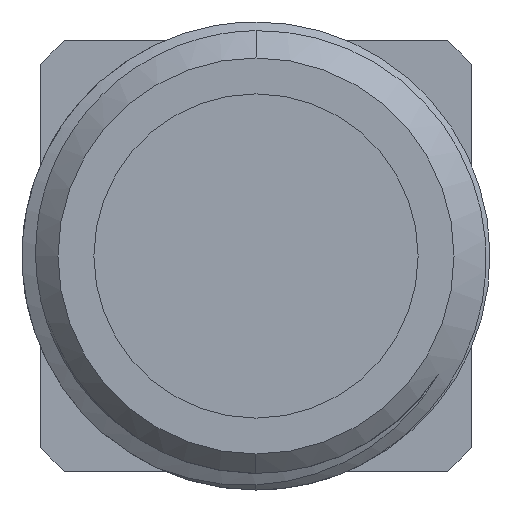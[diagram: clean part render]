
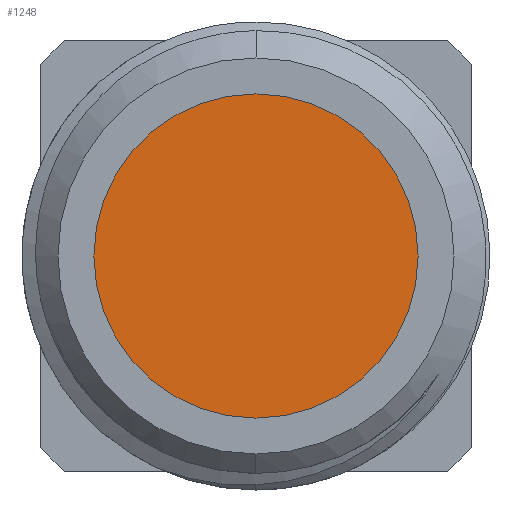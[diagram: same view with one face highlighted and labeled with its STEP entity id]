
A CAD part, left-side view. The second image highlights one B-rep face of the part: STEP entity #1248.
In plain terms, the highlighted planar face has unit normal (-1, 0, 0).
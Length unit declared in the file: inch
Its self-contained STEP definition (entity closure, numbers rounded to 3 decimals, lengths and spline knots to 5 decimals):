
#127 = PLANE ( 'NONE',  #225 ) ;
#138 = CARTESIAN_POINT ( 'NONE',  ( 0.12008, 0., 0. ) ) ;
#182 = AXIS2_PLACEMENT_3D ( 'NONE', #1773, #1311, #2815 ) ;
#225 = AXIS2_PLACEMENT_3D ( 'NONE', #1897, #2888, #653 ) ;
#468 = ORIENTED_EDGE ( 'NONE', *, *, #2058, .T. ) ;
#653 = DIRECTION ( 'NONE',  ( 0., 0., -1. ) ) ;
#727 = VERTEX_POINT ( 'NONE', #2465 ) ;
#900 = FACE_OUTER_BOUND ( 'NONE', #1822, .T. ) ;
#1057 = AXIS2_PLACEMENT_3D ( 'NONE', #138, #1140, #1158 ) ;
#1118 = ORIENTED_EDGE ( 'NONE', *, *, #2671, .T. ) ;
#1140 = DIRECTION ( 'NONE',  ( -1., 0., 0. ) ) ;
#1158 = DIRECTION ( 'NONE',  ( 0., 0., 1. ) ) ;
#1179 = CIRCLE ( 'NONE', #182, 0.09409 ) ;
#1248 = ADVANCED_FACE ( 'NONE', ( #900 ), #127, .F. ) ;
#1311 = DIRECTION ( 'NONE',  ( -1., 0., 0. ) ) ;
#1321 = CIRCLE ( 'NONE', #1057, 0.09409 ) ;
#1409 = CARTESIAN_POINT ( 'NONE',  ( 0.12008, 0., -0.09409 ) ) ;
#1773 = CARTESIAN_POINT ( 'NONE',  ( 0.12008, 0., 0. ) ) ;
#1822 = EDGE_LOOP ( 'NONE', ( #468, #1118 ) ) ;
#1897 = CARTESIAN_POINT ( 'NONE',  ( 0.12008, 0., 0. ) ) ;
#2058 = EDGE_CURVE ( 'NONE', #727, #2930, #1179, .T. ) ;
#2465 = CARTESIAN_POINT ( 'NONE',  ( 0.12008, 0., 0.09409 ) ) ;
#2671 = EDGE_CURVE ( 'NONE', #2930, #727, #1321, .T. ) ;
#2815 = DIRECTION ( 'NONE',  ( 0., 0., 1. ) ) ;
#2888 = DIRECTION ( 'NONE',  ( 1., 0., 0. ) ) ;
#2930 = VERTEX_POINT ( 'NONE', #1409 ) ;
